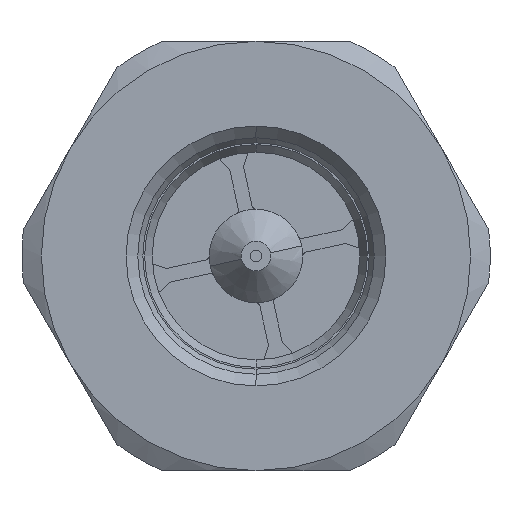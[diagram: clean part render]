
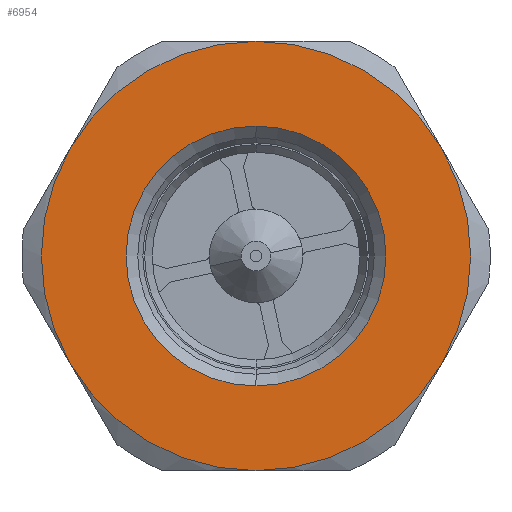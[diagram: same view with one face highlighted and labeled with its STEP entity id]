
A CAD part, left-side view. The second image highlights one B-rep face of the part: STEP entity #6954.
In plain terms, the highlighted planar face has unit normal (-1, 0, 0).
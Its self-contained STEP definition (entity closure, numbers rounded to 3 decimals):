
#98 = EDGE_CURVE ( 'NONE', #4436, #4563, #5868, .T. ) ;
#200 = EDGE_CURVE ( 'NONE', #4291, #4213, #6179, .T. ) ;
#427 = EDGE_LOOP ( 'NONE', ( #7393, #7394, #7395, #7563, #7430, #7408 ) ) ;
#577 = EDGE_LOOP ( 'NONE', ( #7392, #7389 ) ) ;
#916 = EDGE_CURVE ( 'NONE', #4217, #4291, #6007, .T. ) ;
#935 = EDGE_CURVE ( 'NONE', #4214, #4323, #6001, .T. ) ;
#962 = EDGE_CURVE ( 'NONE', #4213, #4214, #6068, .T. ) ;
#1361 = CARTESIAN_POINT ( 'NONE',  ( -70.15, 0., 0. ) ) ;
#1439 = CARTESIAN_POINT ( 'NONE',  ( -70.15, 0., 0. ) ) ;
#1514 = CARTESIAN_POINT ( 'NONE',  ( -70.15, 0., 0. ) ) ;
#1567 = DIRECTION ( 'NONE',  ( 1., 0., 0. ) ) ;
#1686 = DIRECTION ( 'NONE',  ( 0., 0., -1. ) ) ;
#1726 = CARTESIAN_POINT ( 'NONE',  ( -70.15, 0., 0. ) ) ;
#1797 = DIRECTION ( 'NONE',  ( 1., 0., 0. ) ) ;
#1926 = DIRECTION ( 'NONE',  ( 0., 0., -1. ) ) ;
#1951 = DIRECTION ( 'NONE',  ( 1., 0., 0. ) ) ;
#1959 = DIRECTION ( 'NONE',  ( 1., 0., 0. ) ) ;
#2007 = CARTESIAN_POINT ( 'NONE',  ( -70.15, 0., 0. ) ) ;
#2017 = DIRECTION ( 'NONE',  ( 0., 0., -1. ) ) ;
#2045 = DIRECTION ( 'NONE',  ( 0., 0., -1. ) ) ;
#2093 = DIRECTION ( 'NONE',  ( 1., 0., 0. ) ) ;
#2118 = DIRECTION ( 'NONE',  ( 0., 0., -1. ) ) ;
#2255 = DIRECTION ( 'NONE',  ( 1., 0., 0. ) ) ;
#2304 = DIRECTION ( 'NONE',  ( 0., 0., -1. ) ) ;
#2358 = CARTESIAN_POINT ( 'NONE',  ( -70.15, 0., 0. ) ) ;
#2406 = DIRECTION ( 'NONE',  ( 0., 0., -1. ) ) ;
#2423 = CARTESIAN_POINT ( 'NONE',  ( -70.15, 0., 0. ) ) ;
#2425 = DIRECTION ( 'NONE',  ( 1., 0., 0. ) ) ;
#2707 = CARTESIAN_POINT ( 'NONE',  ( -70.15, 0., 27.5 ) ) ;
#2765 = CARTESIAN_POINT ( 'NONE',  ( -70.15, 0., -27.5 ) ) ;
#3135 = CARTESIAN_POINT ( 'NONE',  ( -70.15, 0., 16.65 ) ) ;
#3268 = CARTESIAN_POINT ( 'NONE',  ( -70.15, 27.5, 0. ) ) ;
#3269 = PLANE ( 'NONE',  #6304 ) ;
#3274 = DIRECTION ( 'NONE',  ( 0., 0., 1. ) ) ;
#3275 = DIRECTION ( 'NONE',  ( -1., 0., 0. ) ) ;
#3407 = CARTESIAN_POINT ( 'NONE',  ( -70.15, 0., -16.65 ) ) ;
#3804 = CARTESIAN_POINT ( 'NONE',  ( -70.15, 23.816, -13.75 ) ) ;
#3807 = CARTESIAN_POINT ( 'NONE',  ( -70.15, 23.816, 13.75 ) ) ;
#3825 = CARTESIAN_POINT ( 'NONE',  ( -70.15, -23.816, 13.75 ) ) ;
#3898 = CARTESIAN_POINT ( 'NONE',  ( -70.15, -23.816, -13.75 ) ) ;
#3974 = EDGE_CURVE ( 'NONE', #4220, #4217, #5371, .T. ) ;
#3975 = EDGE_CURVE ( 'NONE', #4323, #4220, #5372, .T. ) ;
#3999 = EDGE_CURVE ( 'NONE', #4563, #4436, #5455, .T. ) ;
#4213 = VERTEX_POINT ( 'NONE', #3898 ) ;
#4214 = VERTEX_POINT ( 'NONE', #2765 ) ;
#4217 = VERTEX_POINT ( 'NONE', #2707 ) ;
#4220 = VERTEX_POINT ( 'NONE', #3807 ) ;
#4291 = VERTEX_POINT ( 'NONE', #3825 ) ;
#4323 = VERTEX_POINT ( 'NONE', #3804 ) ;
#4436 = VERTEX_POINT ( 'NONE', #3407 ) ;
#4563 = VERTEX_POINT ( 'NONE', #3135 ) ;
#4787 = CARTESIAN_POINT ( 'NONE',  ( -70.15, 0., 0. ) ) ;
#4799 = DIRECTION ( 'NONE',  ( 1., 0., 0. ) ) ;
#4801 = DIRECTION ( 'NONE',  ( 0., 0., -1. ) ) ;
#5316 = FACE_OUTER_BOUND ( 'NONE', #427, .T. ) ;
#5317 = FACE_BOUND ( 'NONE', #577, .T. ) ;
#5371 = CIRCLE ( 'NONE', #6241, 27.5 ) ;
#5372 = CIRCLE ( 'NONE', #6296, 27.5 ) ;
#5455 = CIRCLE ( 'NONE', #6251, 16.65 ) ;
#5868 = CIRCLE ( 'NONE', #6650, 16.65 ) ;
#6001 = CIRCLE ( 'NONE', #6705, 27.5 ) ;
#6007 = CIRCLE ( 'NONE', #6699, 27.5 ) ;
#6068 = CIRCLE ( 'NONE', #6709, 27.5 ) ;
#6179 = CIRCLE ( 'NONE', #6680, 27.5 ) ;
#6241 = AXIS2_PLACEMENT_3D ( 'NONE', #2358, #2425, #1926 ) ;
#6251 = AXIS2_PLACEMENT_3D ( 'NONE', #1439, #1797, #2406 ) ;
#6296 = AXIS2_PLACEMENT_3D ( 'NONE', #2423, #2255, #2304 ) ;
#6304 = AXIS2_PLACEMENT_3D ( 'NONE', #3268, #3275, #3274 ) ;
#6650 = AXIS2_PLACEMENT_3D ( 'NONE', #4787, #4799, #4801 ) ;
#6680 = AXIS2_PLACEMENT_3D ( 'NONE', #1514, #1567, #2118 ) ;
#6699 = AXIS2_PLACEMENT_3D ( 'NONE', #1726, #2093, #2045 ) ;
#6705 = AXIS2_PLACEMENT_3D ( 'NONE', #2007, #1951, #1686 ) ;
#6709 = AXIS2_PLACEMENT_3D ( 'NONE', #1361, #1959, #2017 ) ;
#6954 = ADVANCED_FACE ( 'NONE', ( #5317, #5316 ), #3269, .T. ) ;
#7389 = ORIENTED_EDGE ( 'NONE', *, *, #98, .T. ) ;
#7392 = ORIENTED_EDGE ( 'NONE', *, *, #3999, .T. ) ;
#7393 = ORIENTED_EDGE ( 'NONE', *, *, #935, .F. ) ;
#7394 = ORIENTED_EDGE ( 'NONE', *, *, #962, .F. ) ;
#7395 = ORIENTED_EDGE ( 'NONE', *, *, #200, .F. ) ;
#7408 = ORIENTED_EDGE ( 'NONE', *, *, #3975, .F. ) ;
#7430 = ORIENTED_EDGE ( 'NONE', *, *, #3974, .F. ) ;
#7563 = ORIENTED_EDGE ( 'NONE', *, *, #916, .F. ) ;
